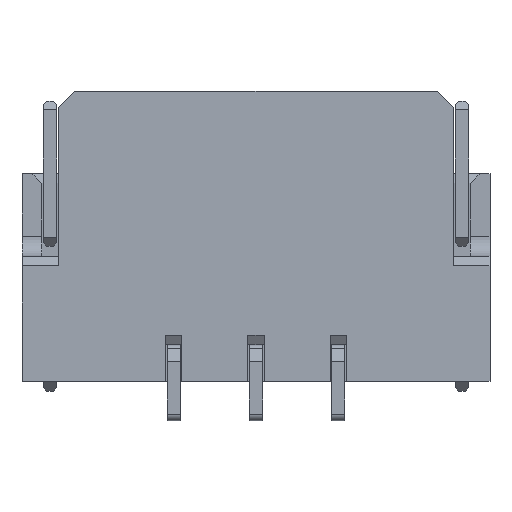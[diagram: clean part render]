
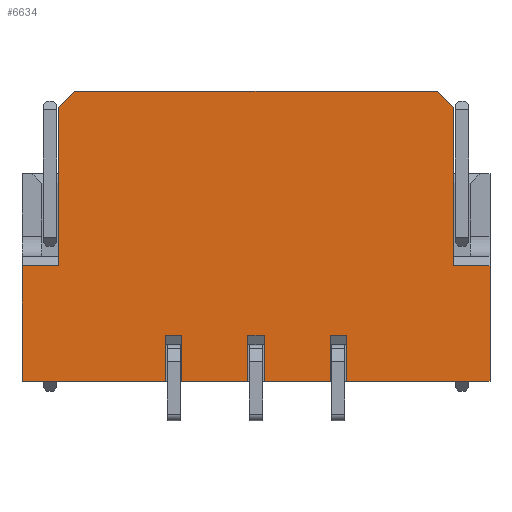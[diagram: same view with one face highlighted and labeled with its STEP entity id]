
A CAD part, front view. The second image highlights one B-rep face of the part: STEP entity #6634.
In plain terms, the highlighted planar face has unit normal (0, -1, 0).
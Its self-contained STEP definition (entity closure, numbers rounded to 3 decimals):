
#13=DIRECTION('',(1.,0.,0.));
#14=VECTOR('',#13,1.);
#15=CARTESIAN_POINT('',(-1.125,-2.725,-2.2));
#16=LINE('',#15,#14);
#29=DIRECTION('',(1.,0.,0.));
#30=VECTOR('',#29,1.);
#31=CARTESIAN_POINT('',(0.125,-2.725,-2.2));
#32=LINE('',#31,#30);
#45=DIRECTION('',(1.,0.,0.));
#46=VECTOR('',#45,2.175);
#47=CARTESIAN_POINT('',(1.375,-2.725,-2.2));
#48=LINE('',#47,#46);
#125=DIRECTION('',(1.,0.,0.));
#126=VECTOR('',#125,2.175);
#127=CARTESIAN_POINT('',(-3.55,-2.725,-2.2));
#128=LINE('',#127,#126);
#201=DIRECTION('',(0.,0.,1.));
#202=VECTOR('',#201,0.7);
#203=CARTESIAN_POINT('',(-1.375,-2.725,-2.2));
#204=LINE('',#203,#202);
#205=DIRECTION('',(0.,0.,1.));
#206=VECTOR('',#205,1.75);
#207=CARTESIAN_POINT('',(-3.55,-2.725,-2.2));
#208=LINE('',#207,#206);
#209=DIRECTION('',(1.,0.,0.));
#210=VECTOR('',#209,0.55);
#211=CARTESIAN_POINT('',(-3.55,-2.725,-0.45));
#212=LINE('',#211,#210);
#213=DIRECTION('',(0.,0.,-1.));
#214=VECTOR('',#213,2.4);
#215=CARTESIAN_POINT('',(-3.,-2.725,1.95));
#216=LINE('',#215,#214);
#217=DIRECTION('',(-0.707,0.,-0.707));
#218=VECTOR('',#217,0.354);
#219=CARTESIAN_POINT('',(-2.75,-2.725,2.2));
#220=LINE('',#219,#218);
#221=DIRECTION('',(-0.707,0.,0.707));
#222=VECTOR('',#221,0.354);
#223=CARTESIAN_POINT('',(3.,-2.725,1.95));
#224=LINE('',#223,#222);
#225=DIRECTION('',(0.,0.,-1.));
#226=VECTOR('',#225,2.4);
#227=CARTESIAN_POINT('',(3.,-2.725,1.95));
#228=LINE('',#227,#226);
#229=DIRECTION('',(-1.,0.,0.));
#230=VECTOR('',#229,0.55);
#231=CARTESIAN_POINT('',(3.55,-2.725,-0.45));
#232=LINE('',#231,#230);
#233=DIRECTION('',(0.,0.,1.));
#234=VECTOR('',#233,0.7);
#235=CARTESIAN_POINT('',(1.375,-2.725,-2.2));
#236=LINE('',#235,#234);
#237=DIRECTION('',(1.,0.,0.));
#238=VECTOR('',#237,0.25);
#239=CARTESIAN_POINT('',(1.125,-2.725,-1.5));
#240=LINE('',#239,#238);
#241=DIRECTION('',(0.,0.,1.));
#242=VECTOR('',#241,0.7);
#243=CARTESIAN_POINT('',(1.125,-2.725,-2.2));
#244=LINE('',#243,#242);
#245=DIRECTION('',(0.,0.,1.));
#246=VECTOR('',#245,0.7);
#247=CARTESIAN_POINT('',(0.125,-2.725,-2.2));
#248=LINE('',#247,#246);
#249=DIRECTION('',(1.,0.,0.));
#250=VECTOR('',#249,0.25);
#251=CARTESIAN_POINT('',(-0.125,-2.725,-1.5));
#252=LINE('',#251,#250);
#253=DIRECTION('',(0.,0.,1.));
#254=VECTOR('',#253,0.7);
#255=CARTESIAN_POINT('',(-0.125,-2.725,-2.2));
#256=LINE('',#255,#254);
#257=DIRECTION('',(0.,0.,1.));
#258=VECTOR('',#257,0.7);
#259=CARTESIAN_POINT('',(-1.125,-2.725,-2.2));
#260=LINE('',#259,#258);
#261=DIRECTION('',(1.,0.,0.));
#262=VECTOR('',#261,0.25);
#263=CARTESIAN_POINT('',(-1.375,-2.725,-1.5));
#264=LINE('',#263,#262);
#685=DIRECTION('',(1.,0.,0.));
#686=VECTOR('',#685,5.5);
#687=CARTESIAN_POINT('',(-2.75,-2.725,2.2));
#688=LINE('',#687,#686);
#4600=DIRECTION('',(0.,0.,1.));
#4601=VECTOR('',#4600,1.75);
#4602=CARTESIAN_POINT('',(3.55,-2.725,-2.2));
#4603=LINE('',#4602,#4601);
#4915=CARTESIAN_POINT('',(3.55,-2.725,-0.45));
#4916=CARTESIAN_POINT('',(3.,-2.725,-0.45));
#4917=VERTEX_POINT('',#4915);
#4918=VERTEX_POINT('',#4916);
#4935=CARTESIAN_POINT('',(3.55,-2.725,-2.2));
#4936=VERTEX_POINT('',#4935);
#4947=CARTESIAN_POINT('',(-3.55,-2.725,-0.45));
#4948=VERTEX_POINT('',#4947);
#4951=CARTESIAN_POINT('',(-3.,-2.725,-0.45));
#4952=VERTEX_POINT('',#4951);
#4959=CARTESIAN_POINT('',(-3.55,-2.725,-2.2));
#4960=VERTEX_POINT('',#4959);
#5143=CARTESIAN_POINT('',(3.,-2.725,1.95));
#5145=VERTEX_POINT('',#5143);
#5147=CARTESIAN_POINT('',(2.75,-2.725,2.2));
#5148=VERTEX_POINT('',#5147);
#5155=CARTESIAN_POINT('',(-2.75,-2.725,2.2));
#5156=CARTESIAN_POINT('',(-3.,-2.725,1.95));
#5157=VERTEX_POINT('',#5155);
#5158=VERTEX_POINT('',#5156);
#5809=CARTESIAN_POINT('',(1.125,-2.725,-2.2));
#5811=VERTEX_POINT('',#5809);
#5813=CARTESIAN_POINT('',(1.375,-2.725,-2.2));
#5815=VERTEX_POINT('',#5813);
#5817=CARTESIAN_POINT('',(1.125,-2.725,-1.5));
#5818=VERTEX_POINT('',#5817);
#5819=CARTESIAN_POINT('',(1.375,-2.725,-1.5));
#5820=VERTEX_POINT('',#5819);
#5849=CARTESIAN_POINT('',(-0.125,-2.725,-2.2));
#5851=VERTEX_POINT('',#5849);
#5853=CARTESIAN_POINT('',(0.125,-2.725,-2.2));
#5855=VERTEX_POINT('',#5853);
#5857=CARTESIAN_POINT('',(-0.125,-2.725,-1.5));
#5858=VERTEX_POINT('',#5857);
#5859=CARTESIAN_POINT('',(0.125,-2.725,-1.5));
#5860=VERTEX_POINT('',#5859);
#5921=CARTESIAN_POINT('',(-1.375,-2.725,-2.2));
#5923=VERTEX_POINT('',#5921);
#5925=CARTESIAN_POINT('',(-1.125,-2.725,-2.2));
#5927=VERTEX_POINT('',#5925);
#5929=CARTESIAN_POINT('',(-1.375,-2.725,-1.5));
#5930=VERTEX_POINT('',#5929);
#5931=CARTESIAN_POINT('',(-1.125,-2.725,-1.5));
#5932=VERTEX_POINT('',#5931);
#6588=CARTESIAN_POINT('',(-3.55,-2.725,-2.2));
#6589=DIRECTION('',(0.,-1.,0.));
#6590=DIRECTION('',(1.,0.,0.));
#6591=AXIS2_PLACEMENT_3D('',#6588,#6589,#6590);
#6592=PLANE('',#6591);
#6593=ORIENTED_EDGE('',*,*,#6551,.F.);
#6594=ORIENTED_EDGE('',*,*,#6520,.F.);
#6596=ORIENTED_EDGE('',*,*,#6595,.T.);
#6598=ORIENTED_EDGE('',*,*,#6597,.T.);
#6600=ORIENTED_EDGE('',*,*,#6599,.F.);
#6602=ORIENTED_EDGE('',*,*,#6601,.F.);
#6604=ORIENTED_EDGE('',*,*,#6603,.T.);
#6606=ORIENTED_EDGE('',*,*,#6605,.F.);
#6608=ORIENTED_EDGE('',*,*,#6607,.T.);
#6610=ORIENTED_EDGE('',*,*,#6609,.F.);
#6612=ORIENTED_EDGE('',*,*,#6611,.F.);
#6613=ORIENTED_EDGE('',*,*,#6480,.F.);
#6615=ORIENTED_EDGE('',*,*,#6614,.T.);
#6617=ORIENTED_EDGE('',*,*,#6616,.F.);
#6619=ORIENTED_EDGE('',*,*,#6618,.F.);
#6620=ORIENTED_EDGE('',*,*,#6472,.F.);
#6622=ORIENTED_EDGE('',*,*,#6621,.T.);
#6624=ORIENTED_EDGE('',*,*,#6623,.F.);
#6626=ORIENTED_EDGE('',*,*,#6625,.F.);
#6627=ORIENTED_EDGE('',*,*,#6464,.F.);
#6629=ORIENTED_EDGE('',*,*,#6628,.T.);
#6631=ORIENTED_EDGE('',*,*,#6630,.F.);
#6632=EDGE_LOOP('',(#6593,#6594,#6596,#6598,#6600,#6602,#6604,#6606,#6608,#6610,
#6612,#6613,#6615,#6617,#6619,#6620,#6622,#6624,#6626,#6627,#6629,#6631));
#6633=FACE_OUTER_BOUND('',#6632,.F.);
#6634=ADVANCED_FACE('',(#6633),#6592,.T.);
#6464=EDGE_CURVE('',#5927,#5851,#16,.T.);
#6472=EDGE_CURVE('',#5855,#5811,#32,.T.);
#6480=EDGE_CURVE('',#5815,#4936,#48,.T.);
#6520=EDGE_CURVE('',#4960,#5923,#128,.T.);
#6551=EDGE_CURVE('',#5923,#5930,#204,.T.);
#6595=EDGE_CURVE('',#4960,#4948,#208,.T.);
#6597=EDGE_CURVE('',#4948,#4952,#212,.T.);
#6599=EDGE_CURVE('',#5158,#4952,#216,.T.);
#6601=EDGE_CURVE('',#5157,#5158,#220,.T.);
#6603=EDGE_CURVE('',#5157,#5148,#688,.T.);
#6605=EDGE_CURVE('',#5145,#5148,#224,.T.);
#6607=EDGE_CURVE('',#5145,#4918,#228,.T.);
#6609=EDGE_CURVE('',#4917,#4918,#232,.T.);
#6611=EDGE_CURVE('',#4936,#4917,#4603,.T.);
#6614=EDGE_CURVE('',#5815,#5820,#236,.T.);
#6616=EDGE_CURVE('',#5818,#5820,#240,.T.);
#6618=EDGE_CURVE('',#5811,#5818,#244,.T.);
#6621=EDGE_CURVE('',#5855,#5860,#248,.T.);
#6623=EDGE_CURVE('',#5858,#5860,#252,.T.);
#6625=EDGE_CURVE('',#5851,#5858,#256,.T.);
#6628=EDGE_CURVE('',#5927,#5932,#260,.T.);
#6630=EDGE_CURVE('',#5930,#5932,#264,.T.);
